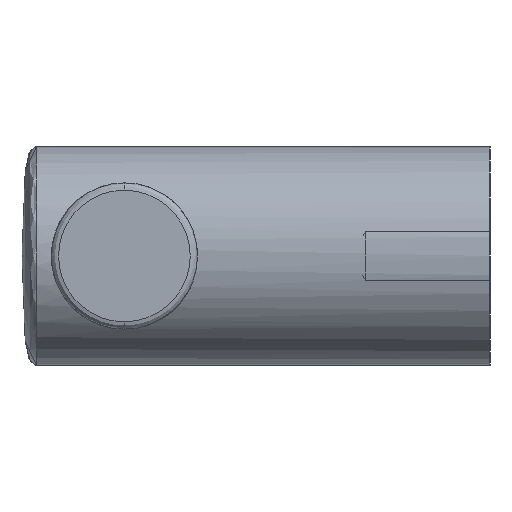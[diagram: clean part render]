
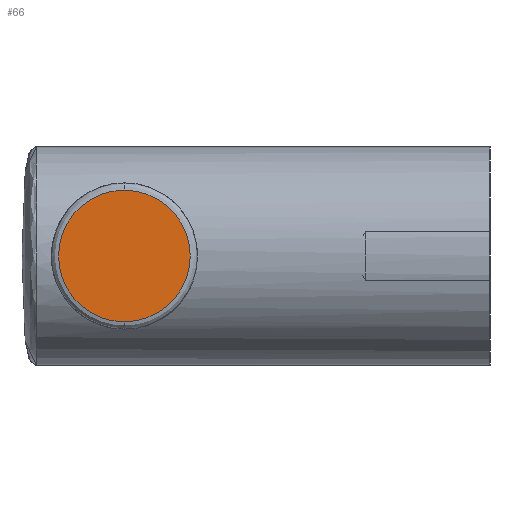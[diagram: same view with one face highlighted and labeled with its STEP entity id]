
A CAD part, left-side view. The second image highlights one B-rep face of the part: STEP entity #66.
In plain terms, the highlighted planar face has unit normal (-1, 0, 0).
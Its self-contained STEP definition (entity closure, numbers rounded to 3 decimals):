
#66 = ADVANCED_FACE ( 'NONE', ( #246 ), #1706, .F. ) ;
#173 = EDGE_CURVE ( 'NONE', #750, #2013, #2782, .T. ) ;
#174 = CARTESIAN_POINT ( 'NONE',  ( -922., 25., 0. ) ) ;
#234 = DIRECTION ( 'NONE',  ( -1., 0., 0. ) ) ;
#246 = FACE_OUTER_BOUND ( 'NONE', #2629, .T. ) ;
#434 = ORIENTED_EDGE ( 'NONE', *, *, #3029, .T. ) ;
#517 = CARTESIAN_POINT ( 'NONE',  ( -922., 25., 4.5 ) ) ;
#526 = AXIS2_PLACEMENT_3D ( 'NONE', #2699, #696, #1720 ) ;
#529 = AXIS2_PLACEMENT_3D ( 'NONE', #1005, #234, #986 ) ;
#668 = DIRECTION ( 'NONE',  ( 0., 0., -1. ) ) ;
#696 = DIRECTION ( 'NONE',  ( 1., 0., 0. ) ) ;
#750 = VERTEX_POINT ( 'NONE', #2958 ) ;
#926 = DIRECTION ( 'NONE',  ( -1., 0., 0. ) ) ;
#986 = DIRECTION ( 'NONE',  ( 0., 0., -1. ) ) ;
#1005 = CARTESIAN_POINT ( 'NONE',  ( -922., 25., 0. ) ) ;
#1583 = AXIS2_PLACEMENT_3D ( 'NONE', #174, #926, #668 ) ;
#1706 = PLANE ( 'NONE',  #526 ) ;
#1720 = DIRECTION ( 'NONE',  ( 0., 0., -1. ) ) ;
#1931 = ORIENTED_EDGE ( 'NONE', *, *, #173, .T. ) ;
#1951 = CIRCLE ( 'NONE', #529, 4.5 ) ;
#2013 = VERTEX_POINT ( 'NONE', #517 ) ;
#2629 = EDGE_LOOP ( 'NONE', ( #1931, #434 ) ) ;
#2699 = CARTESIAN_POINT ( 'NONE',  ( -922., 25., 0. ) ) ;
#2782 = CIRCLE ( 'NONE', #1583, 4.5 ) ;
#2958 = CARTESIAN_POINT ( 'NONE',  ( -922., 25., -4.5 ) ) ;
#3029 = EDGE_CURVE ( 'NONE', #2013, #750, #1951, .T. ) ;
